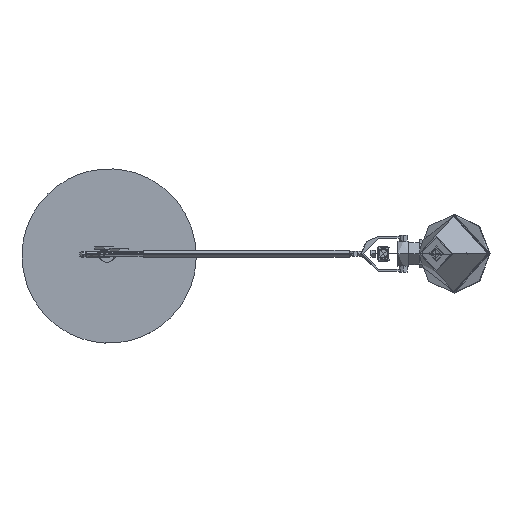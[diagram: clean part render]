
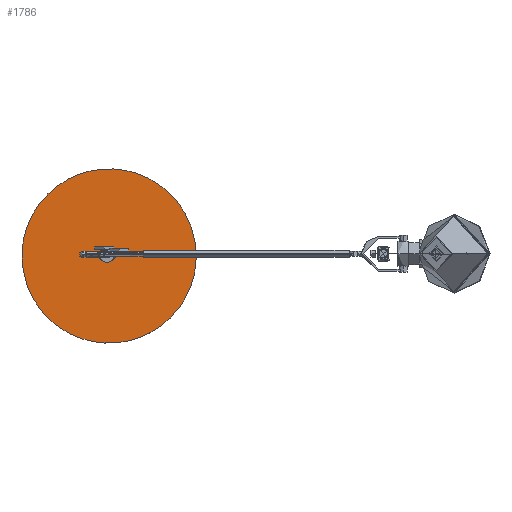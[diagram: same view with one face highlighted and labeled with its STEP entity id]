
A CAD part, top view. The second image highlights one B-rep face of the part: STEP entity #1786.
In plain terms, the highlighted planar face has unit normal (0, 0, 1).
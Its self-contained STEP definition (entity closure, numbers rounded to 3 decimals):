
#1786=ADVANCED_FACE('',(#2162),#8244,.T.);
#2162=FACE_OUTER_BOUND('',#2538,.T.);
#2538=EDGE_LOOP('',(#2929,#2930));
#2929=ORIENTED_EDGE('',*,*,#4711,.T.);
#2930=ORIENTED_EDGE('',*,*,#4714,.T.);
#4711=EDGE_CURVE('',#6481,#6483,#8976,.T.);
#4714=EDGE_CURVE('',#6483,#6481,#8979,.T.);
#6481=VERTEX_POINT('',#10256);
#6483=VERTEX_POINT('',#10258);
#8244=PLANE('',#9960);
#8976=(
BOUNDED_CURVE()
B_SPLINE_CURVE(2,(#10266,#10267,#10268,#10269,#10270),.UNSPECIFIED.,.F.,
 .F.)
B_SPLINE_CURVE_WITH_KNOTS((3,2,3),(0.,259.195,518.39),
 .UNSPECIFIED.)
CURVE()
GEOMETRIC_REPRESENTATION_ITEM()
RATIONAL_B_SPLINE_CURVE((1.,0.707,1.,0.707,1.))
REPRESENTATION_ITEM('')
);
#8979=(
BOUNDED_CURVE()
B_SPLINE_CURVE(2,(#10278,#10279,#10280,#10281,#10282),.UNSPECIFIED.,.F.,
 .F.)
B_SPLINE_CURVE_WITH_KNOTS((3,2,3),(518.39,777.585,1036.78),
 .UNSPECIFIED.)
CURVE()
GEOMETRIC_REPRESENTATION_ITEM()
RATIONAL_B_SPLINE_CURVE((1.,0.707,1.,0.707,1.))
REPRESENTATION_ITEM('')
);
#9960=AXIS2_PLACEMENT_3D('',#10243,#10083,$);
#10083=DIRECTION('',(0.,0.,1.));
#10243=CARTESIAN_POINT('',(-252.048,-171.647,-923.5));
#10256=CARTESIAN_POINT('',(82.977,0.069,-923.5));
#10258=CARTESIAN_POINT('',(-247.023,-3.313,-923.5));
#10266=CARTESIAN_POINT('',(82.977,0.069,-923.5));
#10267=CARTESIAN_POINT('',(81.286,165.069,-923.5));
#10268=CARTESIAN_POINT('',(-83.714,163.378,-923.5));
#10269=CARTESIAN_POINT('',(-248.714,161.687,-923.5));
#10270=CARTESIAN_POINT('',(-247.023,-3.313,-923.5));
#10278=CARTESIAN_POINT('',(-247.023,-3.313,-923.5));
#10279=CARTESIAN_POINT('',(-245.332,-168.313,-923.5));
#10280=CARTESIAN_POINT('',(-80.332,-166.622,-923.5));
#10281=CARTESIAN_POINT('',(84.668,-164.931,-923.5));
#10282=CARTESIAN_POINT('',(82.977,0.069,-923.5));
